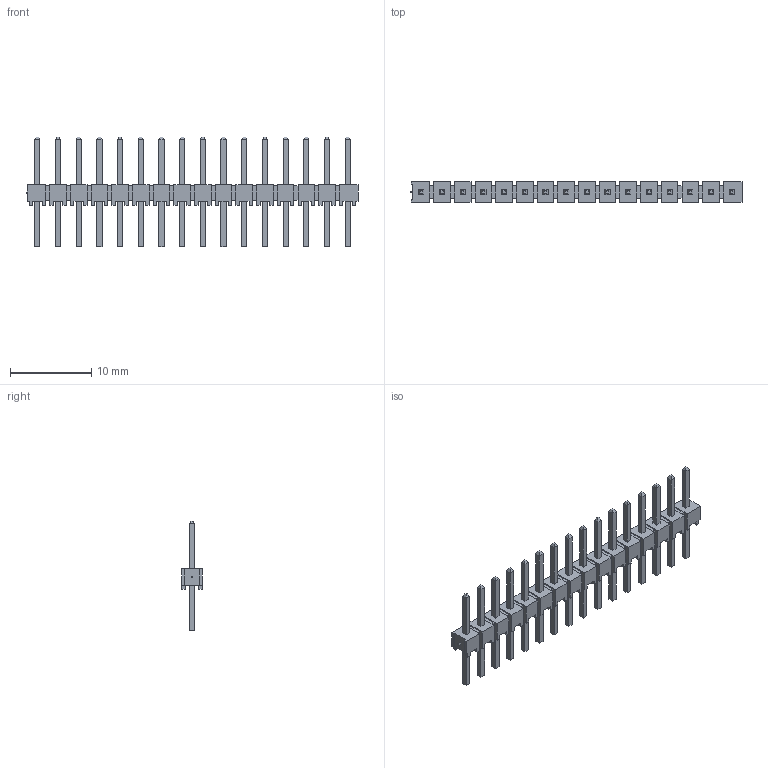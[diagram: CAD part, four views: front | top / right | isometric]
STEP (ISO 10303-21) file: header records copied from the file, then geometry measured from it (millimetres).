
FILE_DESCRIPTION(/* description */ (''),/* implementation_level */ '2;1');
FILE_NAME(/* name */ 'SAMTEC_TSW-116-08-L-S.stp',/* time_stamp */ '2016-11-08T13:41:38+01:00',/* author */ ('jchouvet'),/* organization */ (''),/* preprocessor_version */ 'ST-DEVELOPER v16.1',/* originating_system */ 'AutoCAD Mechanical',/* authorisation */ ' ');
FILE_SCHEMA (('AUTOMOTIVE_DESIGN { 1 0 10303 214 3 1 1 }'));
Length unit declared in the file: millimetre
Products named in the file (1): Product
Bounding box: 40.77 x 2.54 x 13.46 mm (x, y, z)
Volume: 269 mm3; surface area: 1137 mm2
Topology: 63 solids, 63 shells, 647 faces, 1496 edges, 976 vertices
Faces by surface type: plane 647
Entity records: 17842 total; most frequent: CARTESIAN_POINT 3120, ORIENTED_EDGE 2992, DIRECTION 2792, LINE 1496, VECTOR 1496, EDGE_CURVE 1496, VERTEX_POINT 976, EDGE_LOOP 648
